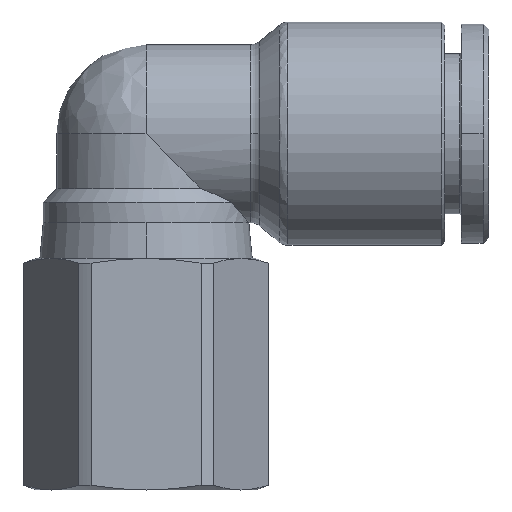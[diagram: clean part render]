
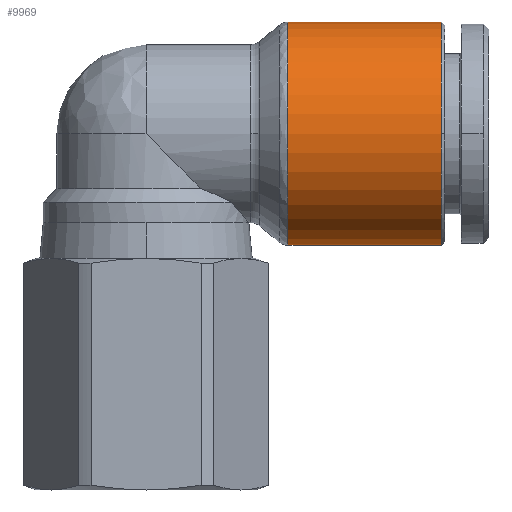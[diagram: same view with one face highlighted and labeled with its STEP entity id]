
A CAD part, front view. The second image highlights one B-rep face of the part: STEP entity #9969.
In plain terms, the highlighted cylindrical face has radius 8.15 mm (diameter 16.3 mm), a partial arc.
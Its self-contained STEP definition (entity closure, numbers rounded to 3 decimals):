
#77 = EDGE_CURVE ( 'NONE', #4494, #9273, #14402, .T. ) ;
#83 = DIRECTION ( 'NONE',  ( 1., 0., 0. ) ) ;
#135 = DIRECTION ( 'NONE',  ( 1., 0., 0. ) ) ;
#289 = DIRECTION ( 'NONE',  ( 0., 0., 1. ) ) ;
#377 = VECTOR ( 'NONE', #4045, 1000. ) ;
#565 = AXIS2_PLACEMENT_3D ( 'NONE', #2404, #135, #3805 ) ;
#1042 = CIRCLE ( 'NONE', #12641, 8.15 ) ;
#1465 = CARTESIAN_POINT ( 'NONE',  ( 12.317, 0., 0. ) ) ;
#1584 = CARTESIAN_POINT ( 'NONE',  ( 12.317, -8.15, 0. ) ) ;
#2237 = EDGE_CURVE ( 'NONE', #12843, #15392, #1042, .T. ) ;
#2404 = CARTESIAN_POINT ( 'NONE',  ( 5.767, 0., 0. ) ) ;
#3220 = CARTESIAN_POINT ( 'NONE',  ( 1.126, 0., 0. ) ) ;
#3289 = ORIENTED_EDGE ( 'NONE', *, *, #10026, .F. ) ;
#3335 = CARTESIAN_POINT ( 'NONE',  ( 1.126, 0., 8.15 ) ) ;
#3805 = DIRECTION ( 'NONE',  ( 0., 0., -1. ) ) ;
#4045 = DIRECTION ( 'NONE',  ( 1., 0., 0. ) ) ;
#4058 = DIRECTION ( 'NONE',  ( 0., 0., 1. ) ) ;
#4159 = FACE_OUTER_BOUND ( 'NONE', #6396, .T. ) ;
#4494 = VERTEX_POINT ( 'NONE', #3335 ) ;
#4681 = CARTESIAN_POINT ( 'NONE',  ( 12.317, 0., 8.15 ) ) ;
#4775 = EDGE_CURVE ( 'NONE', #4494, #12843, #9379, .T. ) ;
#4991 = CARTESIAN_POINT ( 'NONE',  ( 5.767, 0., 8.15 ) ) ;
#6396 = EDGE_LOOP ( 'NONE', ( #7971, #10751, #8538, #3289, #11449 ) ) ;
#6672 = CYLINDRICAL_SURFACE ( 'NONE', #565, 8.15 ) ;
#6748 = LINE ( 'NONE', #11209, #377 ) ;
#7474 = EDGE_CURVE ( 'NONE', #9273, #12098, #6748, .T. ) ;
#7971 = ORIENTED_EDGE ( 'NONE', *, *, #4775, .F. ) ;
#8118 = CARTESIAN_POINT ( 'NONE',  ( 12.317, 0., -8.15 ) ) ;
#8387 = CARTESIAN_POINT ( 'NONE',  ( 1.126, 0., -8.15 ) ) ;
#8538 = ORIENTED_EDGE ( 'NONE', *, *, #7474, .T. ) ;
#8636 = DIRECTION ( 'NONE',  ( 1., 0., 0. ) ) ;
#9273 = VERTEX_POINT ( 'NONE', #8387 ) ;
#9379 = LINE ( 'NONE', #4991, #11667 ) ;
#9969 = ADVANCED_FACE ( 'NONE', ( #4159 ), #6672, .T. ) ;
#10026 = EDGE_CURVE ( 'NONE', #15392, #12098, #10137, .T. ) ;
#10137 = CIRCLE ( 'NONE', #15191, 8.15 ) ;
#10435 = AXIS2_PLACEMENT_3D ( 'NONE', #3220, #15396, #10449 ) ;
#10449 = DIRECTION ( 'NONE',  ( 0., 0., -1. ) ) ;
#10751 = ORIENTED_EDGE ( 'NONE', *, *, #77, .T. ) ;
#11209 = CARTESIAN_POINT ( 'NONE',  ( 5.767, 0., -8.15 ) ) ;
#11325 = DIRECTION ( 'NONE',  ( 1., 0., 0. ) ) ;
#11449 = ORIENTED_EDGE ( 'NONE', *, *, #2237, .F. ) ;
#11667 = VECTOR ( 'NONE', #83, 1000. ) ;
#12098 = VERTEX_POINT ( 'NONE', #8118 ) ;
#12328 = CARTESIAN_POINT ( 'NONE',  ( 12.317, 0., 0. ) ) ;
#12641 = AXIS2_PLACEMENT_3D ( 'NONE', #1465, #11325, #4058 ) ;
#12843 = VERTEX_POINT ( 'NONE', #4681 ) ;
#14402 = CIRCLE ( 'NONE', #10435, 8.15 ) ;
#15191 = AXIS2_PLACEMENT_3D ( 'NONE', #12328, #8636, #289 ) ;
#15392 = VERTEX_POINT ( 'NONE', #1584 ) ;
#15396 = DIRECTION ( 'NONE',  ( 1., 0., 0. ) ) ;
